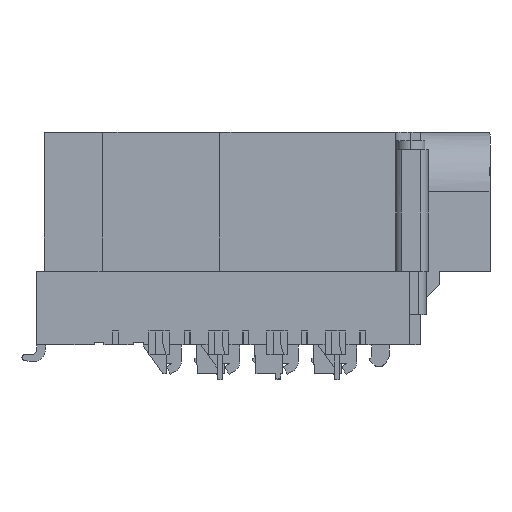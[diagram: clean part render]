
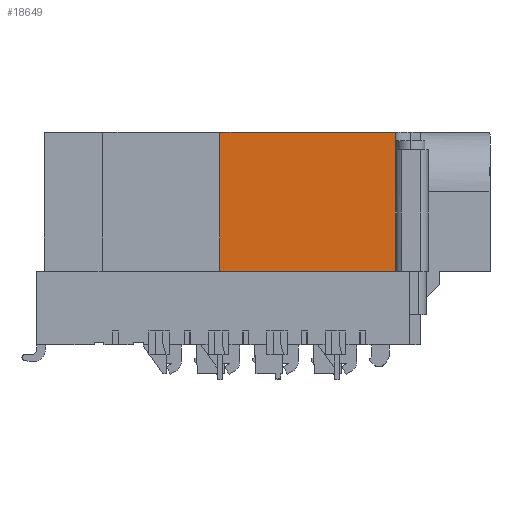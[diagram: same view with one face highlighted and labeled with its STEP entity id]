
A CAD part, left-side view. The second image highlights one B-rep face of the part: STEP entity #18649.
In plain terms, the highlighted planar face has unit normal (-1, 0, 0).
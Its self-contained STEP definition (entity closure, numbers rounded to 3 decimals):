
#2309 = CARTESIAN_POINT ( 'NONE',  ( -71.45, -50.6, 28. ) ) ;
#3104 = DIRECTION ( 'NONE',  ( 0., 0., -1. ) ) ;
#3814 = DIRECTION ( 'NONE',  ( 0., 1., 0. ) ) ;
#3890 = VERTEX_POINT ( 'NONE', #11580 ) ;
#4067 = EDGE_CURVE ( 'NONE', #22764, #9786, #23023, .T. ) ;
#4466 = CARTESIAN_POINT ( 'NONE',  ( -71.45, -50.5, 28. ) ) ;
#4531 = LINE ( 'NONE', #15008, #19416 ) ;
#4861 = FACE_OUTER_BOUND ( 'NONE', #18010, .T. ) ;
#5150 = CARTESIAN_POINT ( 'NONE',  ( -71.45, -50.6, 32. ) ) ;
#5629 = VECTOR ( 'NONE', #12844, 1000. ) ;
#5671 = VECTOR ( 'NONE', #21378, 1000. ) ;
#6305 = ORIENTED_EDGE ( 'NONE', *, *, #26543, .F. ) ;
#6419 = DIRECTION ( 'NONE',  ( 0., 1., 0. ) ) ;
#6420 = VECTOR ( 'NONE', #3104, 1000. ) ;
#7492 = ORIENTED_EDGE ( 'NONE', *, *, #4067, .F. ) ;
#7927 = ORIENTED_EDGE ( 'NONE', *, *, #18586, .T. ) ;
#8676 = EDGE_CURVE ( 'NONE', #9384, #22764, #13212, .T. ) ;
#9065 = ORIENTED_EDGE ( 'NONE', *, *, #8676, .F. ) ;
#9069 = EDGE_CURVE ( 'NONE', #3890, #12883, #20122, .T. ) ;
#9280 = ORIENTED_EDGE ( 'NONE', *, *, #14098, .F. ) ;
#9384 = VERTEX_POINT ( 'NONE', #2309 ) ;
#9452 = DIRECTION ( 'NONE',  ( 0., 0., -1. ) ) ;
#9786 = VERTEX_POINT ( 'NONE', #21706 ) ;
#10014 = CARTESIAN_POINT ( 'NONE',  ( -71.45, -50.5, 28. ) ) ;
#10464 = PLANE ( 'NONE',  #13992 ) ;
#11495 = LINE ( 'NONE', #19273, #5629 ) ;
#11580 = CARTESIAN_POINT ( 'NONE',  ( -71.45, -10.05, 32. ) ) ;
#12844 = DIRECTION ( 'NONE',  ( 0., -1., 0. ) ) ;
#12883 = VERTEX_POINT ( 'NONE', #23789 ) ;
#12887 = DIRECTION ( 'NONE',  ( 0., -1., 0. ) ) ;
#13212 = LINE ( 'NONE', #23787, #21512 ) ;
#13992 = AXIS2_PLACEMENT_3D ( 'NONE', #21681, #19690, #6419 ) ;
#14098 = EDGE_CURVE ( 'NONE', #22032, #9384, #21247, .T. ) ;
#15008 = CARTESIAN_POINT ( 'NONE',  ( -71.45, -10.05, 0. ) ) ;
#18010 = EDGE_LOOP ( 'NONE', ( #7492, #9065, #9280, #6305, #24159, #7927 ) ) ;
#18307 = CARTESIAN_POINT ( 'NONE',  ( -71.45, -10.05, 32. ) ) ;
#18586 = EDGE_CURVE ( 'NONE', #12883, #9786, #4531, .T. ) ;
#18649 = ADVANCED_FACE ( 'NONE', ( #4861 ), #10464, .F. ) ;
#19273 = CARTESIAN_POINT ( 'NONE',  ( -71.45, -10.05, 32. ) ) ;
#19416 = VECTOR ( 'NONE', #12887, 1000. ) ;
#19690 = DIRECTION ( 'NONE',  ( 1., 0., 0. ) ) ;
#20122 = LINE ( 'NONE', #18307, #20478 ) ;
#20478 = VECTOR ( 'NONE', #9452, 1000. ) ;
#21247 = LINE ( 'NONE', #23769, #5671 ) ;
#21378 = DIRECTION ( 'NONE',  ( 0., 0., -1. ) ) ;
#21512 = VECTOR ( 'NONE', #3814, 1000. ) ;
#21681 = CARTESIAN_POINT ( 'NONE',  ( -71.45, -10.05, 32. ) ) ;
#21706 = CARTESIAN_POINT ( 'NONE',  ( -71.45, -50.5, 0. ) ) ;
#22032 = VERTEX_POINT ( 'NONE', #5150 ) ;
#22764 = VERTEX_POINT ( 'NONE', #4466 ) ;
#23023 = LINE ( 'NONE', #10014, #6420 ) ;
#23769 = CARTESIAN_POINT ( 'NONE',  ( -71.45, -50.6, 32. ) ) ;
#23787 = CARTESIAN_POINT ( 'NONE',  ( -71.45, -50.5, 28. ) ) ;
#23789 = CARTESIAN_POINT ( 'NONE',  ( -71.45, -10.05, 0. ) ) ;
#24159 = ORIENTED_EDGE ( 'NONE', *, *, #9069, .T. ) ;
#26543 = EDGE_CURVE ( 'NONE', #3890, #22032, #11495, .T. ) ;
